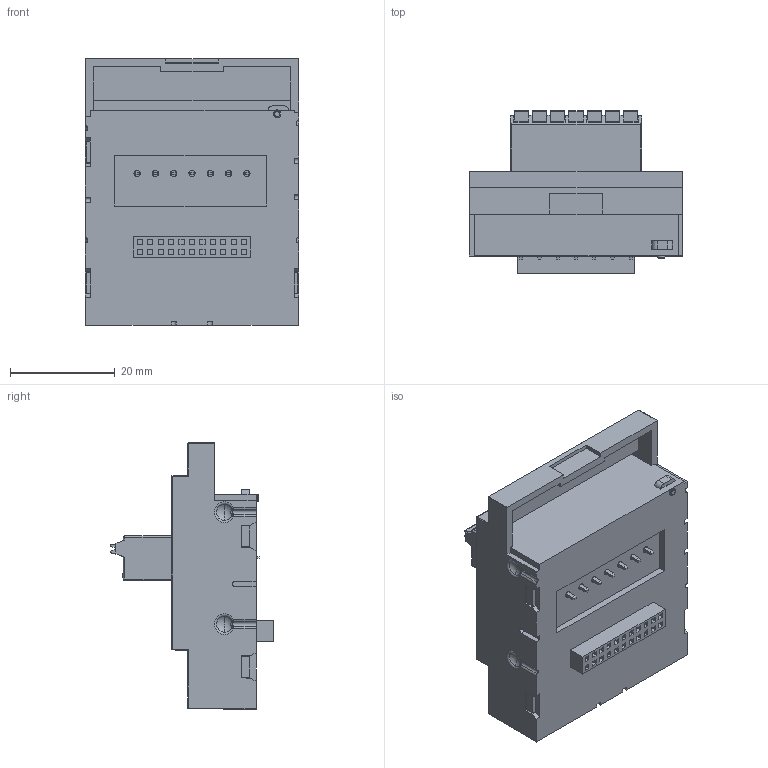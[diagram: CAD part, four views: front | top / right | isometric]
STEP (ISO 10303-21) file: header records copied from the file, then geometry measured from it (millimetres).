
FILE_DESCRIPTION((''),'2;1');
FILE_NAME('485-1','2025-04-23T10:37:34',('YUE.WEI'),(''),'CREO PARAMETRIC BY PTC INC, 2018400','CREO PARAMETRIC BY PTC INC, 2018400','');
FILE_SCHEMA(('CONFIG_CONTROL_DESIGN','SHAPE_APPEARANCE_LAYERS_GROUPS'));
Products named in the file (1): 485-1
Bounding box: 40.8 x 31.15 x 51 mm (x, y, z)
Volume: 24334.6 mm3; surface area: 14039.2 mm2
Topology: 3 solids, 13 shells, 2891 faces, 8002 edges, 5186 vertices
Faces by surface type: plane 2296, cylinder 455, cone 54, bspline 42, torus 22, sphere 14, revolution 8
Entity records: 100408 total; most frequent: CARTESIAN_POINT 19118, ORIENTED_EDGE 15808, DIRECTION 14302, EDGE_CURVE 7948, VECTOR 6720, LINE 6720, VERTEX_POINT 5186, AXIS2_PLACEMENT_3D 3787
